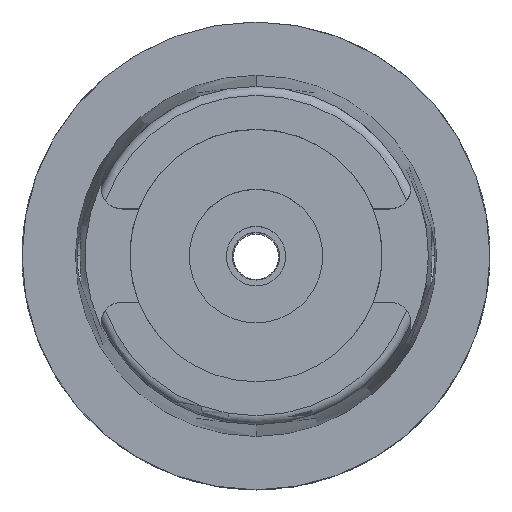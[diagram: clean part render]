
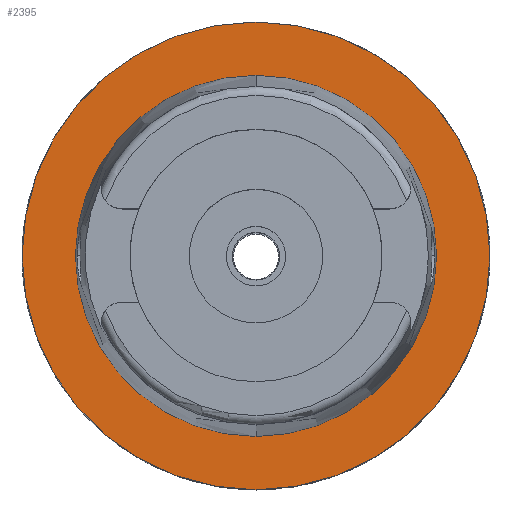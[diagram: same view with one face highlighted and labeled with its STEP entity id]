
A CAD part, top view. The second image highlights one B-rep face of the part: STEP entity #2395.
In plain terms, the highlighted planar face has unit normal (0, 0, 1).
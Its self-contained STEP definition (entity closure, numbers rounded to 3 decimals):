
#5 = EDGE_LOOP ( 'NONE', ( #4855, #4663 ) ) ;
#293 = AXIS2_PLACEMENT_3D ( 'NONE', #788, #2564, #445 ) ;
#378 = CIRCLE ( 'NONE', #1448, 31.5 ) ;
#445 = DIRECTION ( 'NONE',  ( 0., -1., 0. ) ) ;
#556 = CARTESIAN_POINT ( 'NONE',  ( 0., 31.5, 0. ) ) ;
#783 = VERTEX_POINT ( 'NONE', #556 ) ;
#788 = CARTESIAN_POINT ( 'NONE',  ( 0., 0., 0. ) ) ;
#886 = DIRECTION ( 'NONE',  ( 0., 0., -1. ) ) ;
#889 = EDGE_CURVE ( 'NONE', #4905, #783, #2553, .T. ) ;
#898 = CARTESIAN_POINT ( 'NONE',  ( 0., 0., 0. ) ) ;
#1376 = AXIS2_PLACEMENT_3D ( 'NONE', #4712, #3486, #3917 ) ;
#1448 = AXIS2_PLACEMENT_3D ( 'NONE', #898, #1768, #1741 ) ;
#1604 = CARTESIAN_POINT ( 'NONE',  ( 0., -24.315, 0. ) ) ;
#1630 = PLANE ( 'NONE',  #2415 ) ;
#1741 = DIRECTION ( 'NONE',  ( 0., 1., 0. ) ) ;
#1768 = DIRECTION ( 'NONE',  ( 0., 0., -1. ) ) ;
#1925 = EDGE_LOOP ( 'NONE', ( #5494, #4579 ) ) ;
#2076 = FACE_OUTER_BOUND ( 'NONE', #1925, .T. ) ;
#2117 = DIRECTION ( 'NONE',  ( 0., -1., 0. ) ) ;
#2395 = ADVANCED_FACE ( 'NONE', ( #2076, #5499 ), #1630, .F. ) ;
#2397 = EDGE_CURVE ( 'NONE', #783, #4905, #378, .T. ) ;
#2415 = AXIS2_PLACEMENT_3D ( 'NONE', #3799, #3934, #3540 ) ;
#2435 = CIRCLE ( 'NONE', #1376, 24.315 ) ;
#2553 = CIRCLE ( 'NONE', #4556, 31.5 ) ;
#2564 = DIRECTION ( 'NONE',  ( 0., 0., 1. ) ) ;
#2911 = EDGE_CURVE ( 'NONE', #3721, #3215, #3507, .T. ) ;
#3215 = VERTEX_POINT ( 'NONE', #4970 ) ;
#3486 = DIRECTION ( 'NONE',  ( 0., 0., 1. ) ) ;
#3507 = CIRCLE ( 'NONE', #293, 24.315 ) ;
#3540 = DIRECTION ( 'NONE',  ( 0., -1., 0. ) ) ;
#3589 = CARTESIAN_POINT ( 'NONE',  ( 0., -31.5, 0. ) ) ;
#3721 = VERTEX_POINT ( 'NONE', #1604 ) ;
#3799 = CARTESIAN_POINT ( 'NONE',  ( 0., 0., 0. ) ) ;
#3917 = DIRECTION ( 'NONE',  ( 0., 1., 0. ) ) ;
#3934 = DIRECTION ( 'NONE',  ( 0., 0., -1. ) ) ;
#4556 = AXIS2_PLACEMENT_3D ( 'NONE', #4770, #886, #2117 ) ;
#4579 = ORIENTED_EDGE ( 'NONE', *, *, #889, .F. ) ;
#4663 = ORIENTED_EDGE ( 'NONE', *, *, #2911, .F. ) ;
#4712 = CARTESIAN_POINT ( 'NONE',  ( 0., 0., 0. ) ) ;
#4770 = CARTESIAN_POINT ( 'NONE',  ( 0., 0., 0. ) ) ;
#4855 = ORIENTED_EDGE ( 'NONE', *, *, #5191, .F. ) ;
#4905 = VERTEX_POINT ( 'NONE', #3589 ) ;
#4970 = CARTESIAN_POINT ( 'NONE',  ( 0., 24.315, 0. ) ) ;
#5191 = EDGE_CURVE ( 'NONE', #3215, #3721, #2435, .T. ) ;
#5494 = ORIENTED_EDGE ( 'NONE', *, *, #2397, .F. ) ;
#5499 = FACE_BOUND ( 'NONE', #5, .T. ) ;
